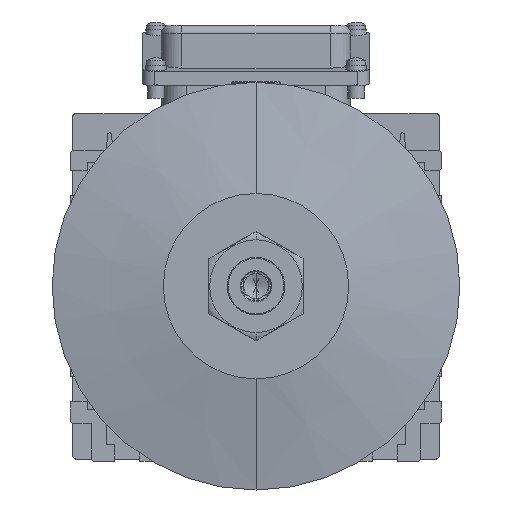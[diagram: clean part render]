
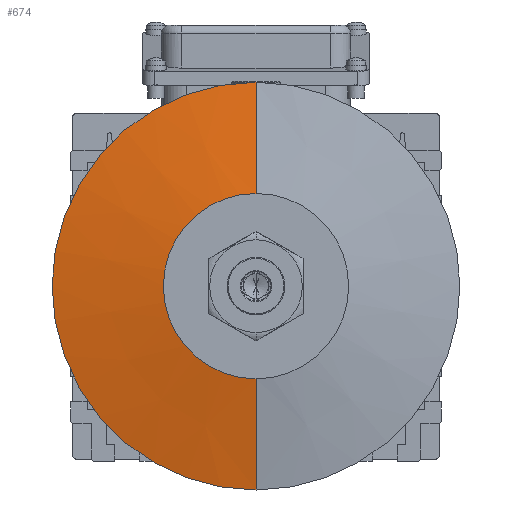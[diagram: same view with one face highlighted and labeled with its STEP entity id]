
A CAD part, front view. The second image highlights one B-rep face of the part: STEP entity #674.
In plain terms, the highlighted conical face has half-angle 79.509 degrees and reference radius 45 mm.
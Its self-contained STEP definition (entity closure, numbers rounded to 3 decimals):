
#475=CARTESIAN_POINT('',(-0.,-116.5,99.));
#476=VERTEX_POINT('',#475);
#494=CARTESIAN_POINT('',(0.,-116.5,-99.));
#495=VERTEX_POINT('',#494);
#502=CARTESIAN_POINT('',(-0.,-116.5,-0.));
#503=DIRECTION('',(-0.,-1.,0.));
#504=DIRECTION('',(0.,-0.,-1.));
#505=AXIS2_PLACEMENT_3D('',#502,#503,#504);
#506=CIRCLE('',#505,99.);
#507=EDGE_CURVE('',#476,#495,#506,.T.);
#528=CARTESIAN_POINT('',(-0.,-126.5,-45.));
#529=VERTEX_POINT('',#528);
#530=CARTESIAN_POINT('',(-0.,-126.5,45.));
#531=VERTEX_POINT('',#530);
#539=CARTESIAN_POINT('',(-0.,-126.5,-0.));
#540=DIRECTION('',(-0.,-1.,0.));
#541=DIRECTION('',(0.,-0.,-1.));
#542=AXIS2_PLACEMENT_3D('',#539,#540,#541);
#543=CIRCLE('',#542,45.);
#544=EDGE_CURVE('',#531,#529,#543,.T.);
#653=CARTESIAN_POINT('',(-0.,-126.5,-0.));
#654=DIRECTION('',(0.,1.,-0.));
#655=DIRECTION('',(-0.,0.,1.));
#656=AXIS2_PLACEMENT_3D('',#653,#654,#655);
#657=CONICAL_SURFACE('',#656,45.,79.509);
#658=CARTESIAN_POINT('',(-0.,-116.5,-99.));
#659=DIRECTION('',(-0.,-0.182,0.983));
#660=VECTOR('',#659,54.918);
#661=LINE('',#658,#660);
#662=EDGE_CURVE('',#495,#529,#661,.T.);
#663=ORIENTED_EDGE('',*,*,#662,.T.);
#664=ORIENTED_EDGE('',*,*,#544,.F.);
#665=CARTESIAN_POINT('',(-0.,-116.5,99.));
#666=DIRECTION('',(0.,-0.182,-0.983));
#667=VECTOR('',#666,54.918);
#668=LINE('',#665,#667);
#669=EDGE_CURVE('',#476,#531,#668,.T.);
#670=ORIENTED_EDGE('',*,*,#669,.F.);
#671=ORIENTED_EDGE('',*,*,#507,.T.);
#672=EDGE_LOOP('',(#663,#664,#670,#671));
#673=FACE_BOUND('',#672,.T.);
#674=ADVANCED_FACE('',(#673),#657,.T.);
